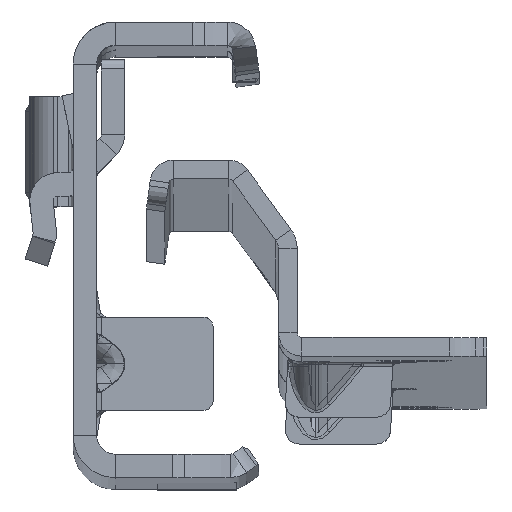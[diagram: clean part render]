
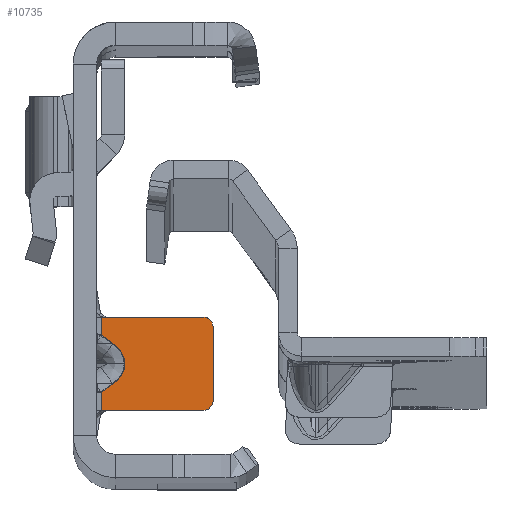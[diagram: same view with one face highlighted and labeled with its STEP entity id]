
A CAD part, top view. The second image highlights one B-rep face of the part: STEP entity #10735.
In plain terms, the highlighted planar face has unit normal (0, 0, 1).
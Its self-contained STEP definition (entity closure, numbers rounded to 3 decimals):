
#85 = LINE ( 'NONE', #5943, #5707 ) ;
#395 = VECTOR ( 'NONE', #18765, 1000. ) ;
#511 = DIRECTION ( 'NONE',  ( 0., -1., 0. ) ) ;
#980 = DIRECTION ( 'NONE',  ( -1., 0., 0. ) ) ;
#984 = CARTESIAN_POINT ( 'NONE',  ( -1.826, -15.6, -691.5 ) ) ;
#1053 = VECTOR ( 'NONE', #6411, 1000. ) ;
#1149 = VERTEX_POINT ( 'NONE', #14375 ) ;
#1213 = CARTESIAN_POINT ( 'NONE',  ( 12.5, -6.6, -691.5 ) ) ;
#1334 = VECTOR ( 'NONE', #4985, 1000. ) ;
#1575 = AXIS2_PLACEMENT_3D ( 'NONE', #13669, #7885, #511 ) ;
#2045 = VERTEX_POINT ( 'NONE', #7052 ) ;
#2123 = CIRCLE ( 'NONE', #16210, 1. ) ;
#2254 = DIRECTION ( 'NONE',  ( 0., 1., 0. ) ) ;
#2296 = CARTESIAN_POINT ( 'NONE',  ( 0.5, -15.6, -691.5 ) ) ;
#2846 = EDGE_CURVE ( 'NONE', #7385, #14289, #6871, .T. ) ;
#2969 = VERTEX_POINT ( 'NONE', #16581 ) ;
#4009 = VERTEX_POINT ( 'NONE', #9467 ) ;
#4539 = ORIENTED_EDGE ( 'NONE', *, *, #9880, .T. ) ;
#4616 = VECTOR ( 'NONE', #14143, 1000. ) ;
#4771 = ORIENTED_EDGE ( 'NONE', *, *, #9440, .T. ) ;
#4985 = DIRECTION ( 'NONE',  ( 0.816, 0.577, 0. ) ) ;
#5259 = EDGE_CURVE ( 'NONE', #16699, #9034, #13516, .T. ) ;
#5321 = CARTESIAN_POINT ( 'NONE',  ( 11.5, -14.6, -691.5 ) ) ;
#5707 = VECTOR ( 'NONE', #11792, 1000. ) ;
#5895 = CARTESIAN_POINT ( 'NONE',  ( 11.5, -15.6, -691.5 ) ) ;
#5943 = CARTESIAN_POINT ( 'NONE',  ( 0.5, 22.3, -691.5 ) ) ;
#5987 = CARTESIAN_POINT ( 'NONE',  ( -37.326, 22.3, -691.5 ) ) ;
#6372 = DIRECTION ( 'NONE',  ( 0., 0., 1. ) ) ;
#6394 = EDGE_CURVE ( 'NONE', #9437, #2045, #85, .T. ) ;
#6411 = DIRECTION ( 'NONE',  ( 1., 0., 0. ) ) ;
#6484 = DIRECTION ( 'NONE',  ( 0., 1., 0. ) ) ;
#6856 = EDGE_CURVE ( 'NONE', #1149, #17193, #12046, .T. ) ;
#6871 = LINE ( 'NONE', #9823, #1053 ) ;
#7052 = CARTESIAN_POINT ( 'NONE',  ( 0.5, -5.6, -691.5 ) ) ;
#7085 = CARTESIAN_POINT ( 'NONE',  ( 1.757, -12.792, -691.5 ) ) ;
#7264 = VECTOR ( 'NONE', #6484, 1000. ) ;
#7385 = VERTEX_POINT ( 'NONE', #7556 ) ;
#7398 = CARTESIAN_POINT ( 'NONE',  ( 1.757, -12.792, -691.5 ) ) ;
#7556 = CARTESIAN_POINT ( 'NONE',  ( 0.708, -15.6, -691.5 ) ) ;
#7686 = DIRECTION ( 'NONE',  ( 0., 0., -1. ) ) ;
#7727 = CARTESIAN_POINT ( 'NONE',  ( 0.5, -13.681, -691.5 ) ) ;
#7802 = ORIENTED_EDGE ( 'NONE', *, *, #16136, .T. ) ;
#7867 = ORIENTED_EDGE ( 'NONE', *, *, #18147, .F. ) ;
#7885 = DIRECTION ( 'NONE',  ( 0., 0., 1. ) ) ;
#8405 = ORIENTED_EDGE ( 'NONE', *, *, #14462, .T. ) ;
#8432 = LINE ( 'NONE', #10257, #18821 ) ;
#8502 = CARTESIAN_POINT ( 'NONE',  ( 3.573, -9.692, -691.5 ) ) ;
#9034 = VERTEX_POINT ( 'NONE', #7727 ) ;
#9437 = VERTEX_POINT ( 'NONE', #9522 ) ;
#9440 = EDGE_CURVE ( 'NONE', #14289, #1149, #2123, .T. ) ;
#9467 = CARTESIAN_POINT ( 'NONE',  ( 11.5, -5.6, -691.5 ) ) ;
#9522 = CARTESIAN_POINT ( 'NONE',  ( 0.5, -7.519, -691.5 ) ) ;
#9529 = CIRCLE ( 'NONE', #1575, 1. ) ;
#9745 =( BOUNDED_CURVE ( )  B_SPLINE_CURVE ( 3, ( #7085, #18809, #8502, #18716 ),
 .UNSPECIFIED., .F., .F. ) 
 B_SPLINE_CURVE_WITH_KNOTS ( ( 4, 4 ),
 ( 2.356, 3.927 ),
 .UNSPECIFIED. ) 
 CURVE ( )  GEOMETRIC_REPRESENTATION_ITEM ( )  RATIONAL_B_SPLINE_CURVE ( ( 1., 0.805, 0.805, 1. ) ) 
 REPRESENTATION_ITEM ( '' )  );
#9764 = ORIENTED_EDGE ( 'NONE', *, *, #2846, .T. ) ;
#9807 = ORIENTED_EDGE ( 'NONE', *, *, #6394, .F. ) ;
#9823 = CARTESIAN_POINT ( 'NONE',  ( -1.826, -15.6, -691.5 ) ) ;
#9880 = EDGE_CURVE ( 'NONE', #4009, #2969, #15561, .T. ) ;
#10084 = LINE ( 'NONE', #15775, #395 ) ;
#10257 = CARTESIAN_POINT ( 'NONE',  ( 1.367, -8.131, -691.5 ) ) ;
#10735 = ADVANCED_FACE ( 'NONE', ( #11741 ), #13281, .F. ) ;
#10737 = ORIENTED_EDGE ( 'NONE', *, *, #16694, .F. ) ;
#11007 = EDGE_CURVE ( 'NONE', #16699, #7385, #17492, .T. ) ;
#11741 = FACE_OUTER_BOUND ( 'NONE', #15401, .T. ) ;
#11792 = DIRECTION ( 'NONE',  ( 0., 1., 0. ) ) ;
#11833 = DIRECTION ( 'NONE',  ( 0., 1., 0. ) ) ;
#12046 = LINE ( 'NONE', #18120, #7264 ) ;
#12138 = VECTOR ( 'NONE', #15055, 1000. ) ;
#12575 = CARTESIAN_POINT ( 'NONE',  ( -1.826, -5.6, -691.5 ) ) ;
#12964 = DIRECTION ( 'NONE',  ( -0.816, 0.577, 0. ) ) ;
#13281 = PLANE ( 'NONE',  #16265 ) ;
#13323 = ORIENTED_EDGE ( 'NONE', *, *, #18494, .F. ) ;
#13516 = LINE ( 'NONE', #13809, #12138 ) ;
#13617 = VERTEX_POINT ( 'NONE', #7398 ) ;
#13669 = CARTESIAN_POINT ( 'NONE',  ( 11.5, -6.6, -691.5 ) ) ;
#13809 = CARTESIAN_POINT ( 'NONE',  ( 0.5, 22.3, -691.5 ) ) ;
#14101 = ORIENTED_EDGE ( 'NONE', *, *, #5259, .F. ) ;
#14143 = DIRECTION ( 'NONE',  ( 1., 0., 0. ) ) ;
#14157 = ORIENTED_EDGE ( 'NONE', *, *, #6856, .T. ) ;
#14289 = VERTEX_POINT ( 'NONE', #5895 ) ;
#14375 = CARTESIAN_POINT ( 'NONE',  ( 12.5, -14.6, -691.5 ) ) ;
#14462 = EDGE_CURVE ( 'NONE', #17193, #4009, #9529, .T. ) ;
#15055 = DIRECTION ( 'NONE',  ( 0., 1., 0. ) ) ;
#15254 = LINE ( 'NONE', #16493, #1334 ) ;
#15314 = VECTOR ( 'NONE', #980, 1000. ) ;
#15401 = EDGE_LOOP ( 'NONE', ( #7867, #13323, #10737, #14101, #17403, #9764, #4771, #14157, #8405, #4539, #7802, #9807 ) ) ;
#15487 = CARTESIAN_POINT ( 'NONE',  ( 1.757, -8.408, -691.5 ) ) ;
#15561 = LINE ( 'NONE', #12575, #15314 ) ;
#15775 = CARTESIAN_POINT ( 'NONE',  ( -1.826, -5.6, -691.5 ) ) ;
#15994 = VERTEX_POINT ( 'NONE', #15487 ) ;
#16136 = EDGE_CURVE ( 'NONE', #2969, #2045, #10084, .T. ) ;
#16210 = AXIS2_PLACEMENT_3D ( 'NONE', #5321, #6372, #2254 ) ;
#16265 = AXIS2_PLACEMENT_3D ( 'NONE', #5987, #7686, #11833 ) ;
#16493 = CARTESIAN_POINT ( 'NONE',  ( 2.624, -12.179, -691.5 ) ) ;
#16581 = CARTESIAN_POINT ( 'NONE',  ( 0.708, -5.6, -691.5 ) ) ;
#16694 = EDGE_CURVE ( 'NONE', #9034, #13617, #15254, .T. ) ;
#16699 = VERTEX_POINT ( 'NONE', #2296 ) ;
#17193 = VERTEX_POINT ( 'NONE', #1213 ) ;
#17403 = ORIENTED_EDGE ( 'NONE', *, *, #11007, .T. ) ;
#17492 = LINE ( 'NONE', #984, #4616 ) ;
#18120 = CARTESIAN_POINT ( 'NONE',  ( 12.5, -6.6, -691.5 ) ) ;
#18147 = EDGE_CURVE ( 'NONE', #15994, #9437, #8432, .T. ) ;
#18494 = EDGE_CURVE ( 'NONE', #13617, #15994, #9745, .T. ) ;
#18716 = CARTESIAN_POINT ( 'NONE',  ( 1.757, -8.408, -691.5 ) ) ;
#18765 = DIRECTION ( 'NONE',  ( -1., 0., 0. ) ) ;
#18809 = CARTESIAN_POINT ( 'NONE',  ( 3.573, -11.508, -691.5 ) ) ;
#18821 = VECTOR ( 'NONE', #12964, 1000. ) ;
